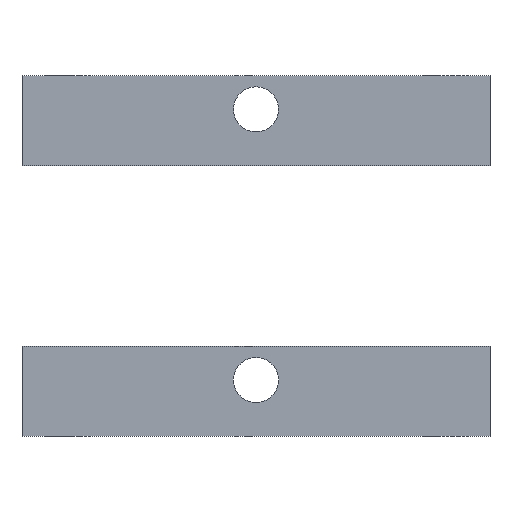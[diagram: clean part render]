
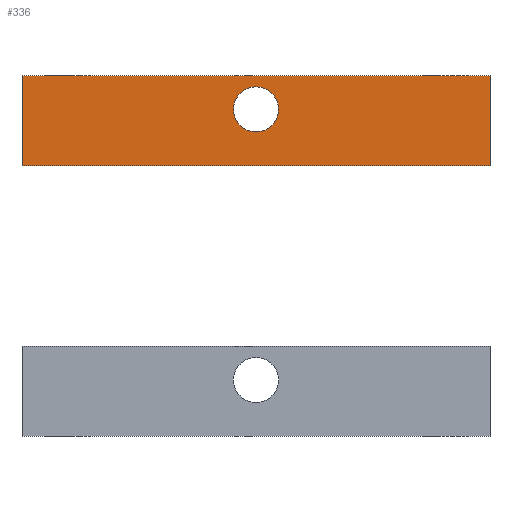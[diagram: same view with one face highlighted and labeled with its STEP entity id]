
A CAD part, front view. The second image highlights one B-rep face of the part: STEP entity #336.
In plain terms, the highlighted planar face has unit normal (0, -1, 0).
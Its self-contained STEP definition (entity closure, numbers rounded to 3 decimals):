
#28=FACE_BOUND('',#76,.T.);
#41=PLANE('',#387);
#56=FACE_OUTER_BOUND('',#75,.T.);
#75=EDGE_LOOP('',(#262,#263,#264,#265));
#76=EDGE_LOOP('',(#266));
#108=LINE('',#543,#138);
#109=LINE('',#546,#139);
#110=LINE('',#548,#140);
#111=LINE('',#549,#141);
#138=VECTOR('',#444,10.);
#139=VECTOR('',#447,10.);
#140=VECTOR('',#448,10.);
#141=VECTOR('',#449,10.);
#159=CIRCLE('',#377,2.);
#171=VERTEX_POINT('',#512);
#181=VERTEX_POINT('',#539);
#182=VERTEX_POINT('',#541);
#183=VERTEX_POINT('',#545);
#184=VERTEX_POINT('',#547);
#199=EDGE_CURVE('',#171,#171,#159,.T.);
#214=EDGE_CURVE('',#181,#182,#108,.T.);
#215=EDGE_CURVE('',#183,#181,#109,.T.);
#216=EDGE_CURVE('',#184,#182,#110,.T.);
#217=EDGE_CURVE('',#183,#184,#111,.T.);
#262=ORIENTED_EDGE('',*,*,#215,.T.);
#263=ORIENTED_EDGE('',*,*,#214,.T.);
#264=ORIENTED_EDGE('',*,*,#216,.F.);
#265=ORIENTED_EDGE('',*,*,#217,.F.);
#266=ORIENTED_EDGE('',*,*,#199,.T.);
#336=ADVANCED_FACE('',(#56,#28),#41,.T.);
#377=AXIS2_PLACEMENT_3D('',#513,#415,#416);
#387=AXIS2_PLACEMENT_3D('',#544,#445,#446);
#415=DIRECTION('center_axis',(0.,1.,0.));
#416=DIRECTION('ref_axis',(1.,0.,0.));
#444=DIRECTION('',(0.,0.,1.));
#445=DIRECTION('center_axis',(0.,-1.,0.));
#446=DIRECTION('ref_axis',(1.,0.,0.));
#447=DIRECTION('',(1.,0.,0.));
#448=DIRECTION('',(1.,0.,0.));
#449=DIRECTION('',(0.,0.,1.));
#512=CARTESIAN_POINT('',(18.75,0.,5.));
#513=CARTESIAN_POINT('Origin',(20.75,0.,5.));
#539=CARTESIAN_POINT('',(41.5,0.,0.));
#541=CARTESIAN_POINT('',(41.5,0.,8.));
#543=CARTESIAN_POINT('',(41.5,0.,0.));
#544=CARTESIAN_POINT('Origin',(0.,0.,0.));
#545=CARTESIAN_POINT('',(0.,0.,0.));
#546=CARTESIAN_POINT('',(0.,0.,0.));
#547=CARTESIAN_POINT('',(0.,0.,8.));
#548=CARTESIAN_POINT('',(0.,0.,8.));
#549=CARTESIAN_POINT('',(0.,0.,0.));
